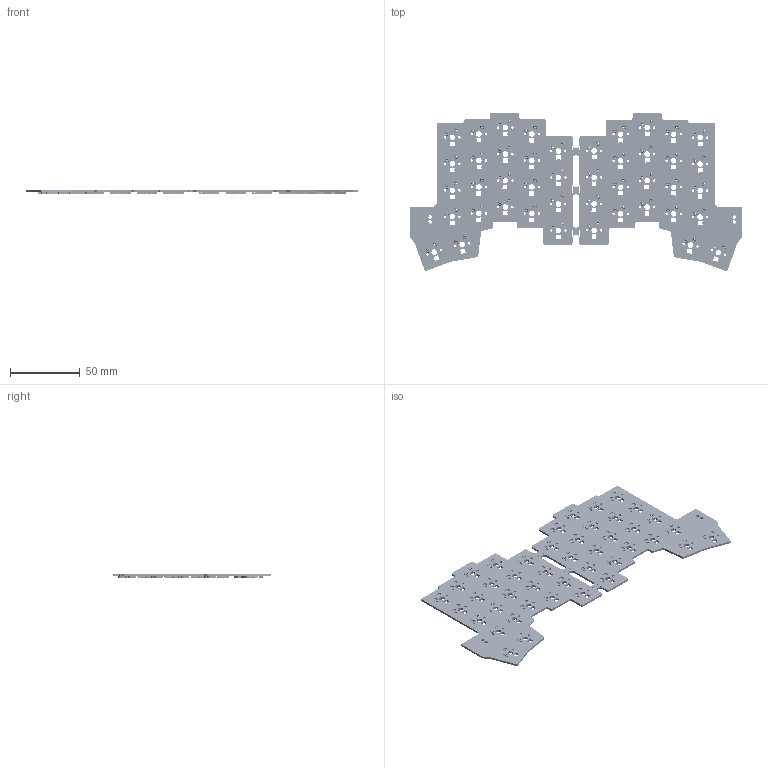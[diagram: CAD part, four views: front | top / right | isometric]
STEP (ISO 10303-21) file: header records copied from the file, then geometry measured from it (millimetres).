
FILE_DESCRIPTION(('KiCad electronic assembly'),'2;1');
FILE_NAME('Plico.step','2025-11-28T22:03:23',('Pcbnew'),('Kicad'), 'Open CASCADE STEP processor 7.9','KiCad to STEP converter','Unknown' );
FILE_SCHEMA(('AUTOMOTIVE_DESIGN { 1 0 10303 214 1 1 1 1 }'));
Length unit declared in the file: millimetre
Products named in the file (7): Plico 1; D_SOD-123; HS_CPG151101S11_MX; Contact; SOLID; R_0805_2012Metric; Plico_PCB
Assembly tree (96 placements, depth 3):
  Plico 1
    D_SOD-123  x44
    HS_CPG151101S11_MX  x44
      Contact
      SOLID
    R_0805_2012Metric  x4
    Plico_PCB
Bounding box: 238.63 x 113.74 x 3.42 mm (x, y, z)
Volume: 29000.6 mm3; surface area: 52111.2 mm2
Topology: 181 solids, 181 shells, 23304 faces, 57678 edges, 35352 vertices
Faces by surface type: plane 13288, cylinder 5440, bspline 3696, torus 440, cone 440
Full cylindrical faces by diameter (mm): 0.5 x66, 1.75 x88, 2.5 x4, 2.9 x88, 3 x88, 3.988 x44
Entity records: 54188 total; most frequent: CARTESIAN_POINT 10095, DIRECTION 9266, ORIENTED_EDGE 8750, EDGE_CURVE 4375, AXIS2_PLACEMENT_3D 3472, VERTEX_POINT 2865, LINE 2322, VECTOR 2322
